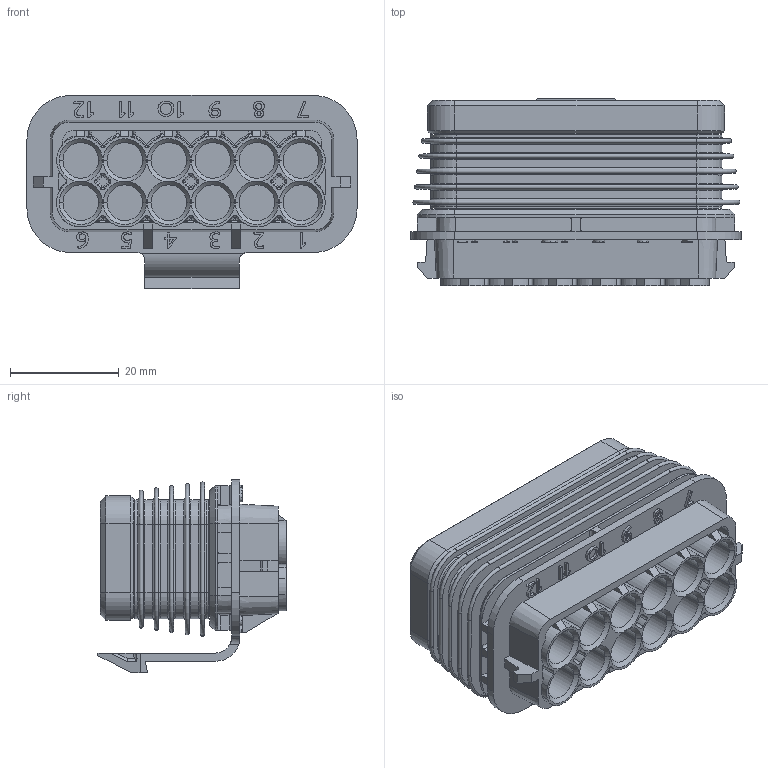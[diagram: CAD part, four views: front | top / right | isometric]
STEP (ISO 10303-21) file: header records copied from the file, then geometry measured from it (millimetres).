
FILE_DESCRIPTION((''),'2;1');
FILE_NAME('FRH_A12_ASM','2020-07-08T12:20:32',('jwisneski'),(''),'CREO PARAMETRIC BY PTC INC, 2017110','CREO PARAMETRIC BY PTC INC, 2017110','');
FILE_SCHEMA(('CONFIG_CONTROL_DESIGN'));
Length unit declared in the file: millimetre
Products named in the file (3): FRH-A12_NCF_SW; C14-1011_INSTALLED; FRH_A12_ASM
Assembly tree (2 placements, depth 2):
  FRH_A12_ASM
    FRH-A12_NCF_SW
    C14-1011_INSTALLED
Bounding box: 60.64 x 34.55 x 35.48 mm (x, y, z)
Volume: 30830.1 mm3; surface area: 26300 mm2
Topology: 2 solids, 2 shells, 1484 faces, 3846 edges, 2424 vertices
Faces by surface type: plane 474, cylinder 419, extrusion 271, torus 163, cone 110, sphere 24, bspline 23
Entity records: 48447 total; most frequent: CARTESIAN_POINT 12587, ORIENTED_EDGE 7692, DIRECTION 7051, EDGE_CURVE 3846, AXIS2_PLACEMENT_3D 2446, VERTEX_POINT 2424, VECTOR 2159, LINE 1888
